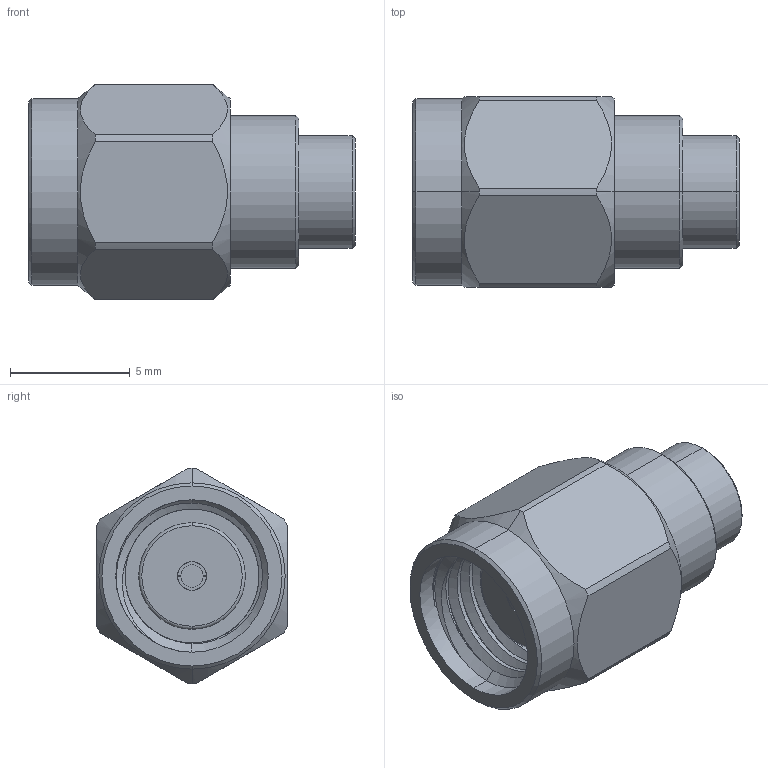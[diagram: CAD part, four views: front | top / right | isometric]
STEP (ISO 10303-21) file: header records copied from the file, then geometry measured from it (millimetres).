
FILE_DESCRIPTION (( 'STEP AP203' ), '1' );
FILE_NAME ('PE4779.step', '2018-06-26T18:11:41', ( '' ), ( '' ), 'SwSTEP 2.0', 'SolidWorks 2017', '' );
FILE_SCHEMA (( 'CONFIG_CONTROL_DESIGN' ));
Length unit declared in the file: inch
Products named in the file (1): PE4779
Bounding box: 13.59 x 7.94 x 8.99 mm (x, y, z)
Volume: 442.3 mm3; surface area: 671.3 mm2
Topology: 1 solids, 1 shells, 82 faces, 201 edges, 128 vertices
Faces by surface type: cylinder 37, plane 23, cone 17, bspline 3, torus 2
Entity records: 3469 total; most frequent: CARTESIAN_POINT 1519, ORIENTED_EDGE 402, DIRECTION 391, EDGE_CURVE 201, AXIS2_PLACEMENT_3D 158, VERTEX_POINT 128, EDGE_LOOP 89, FACE_OUTER_BOUND 82
